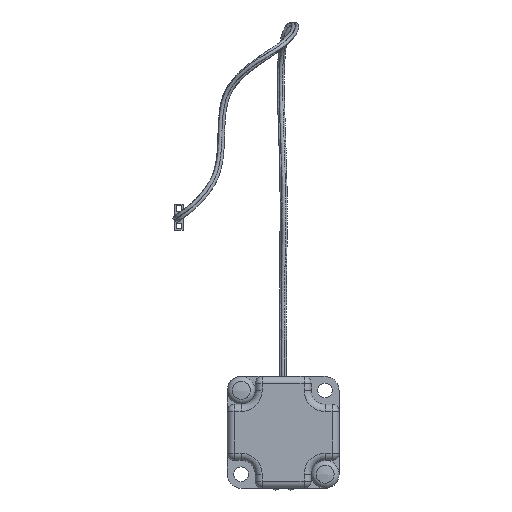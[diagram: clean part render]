
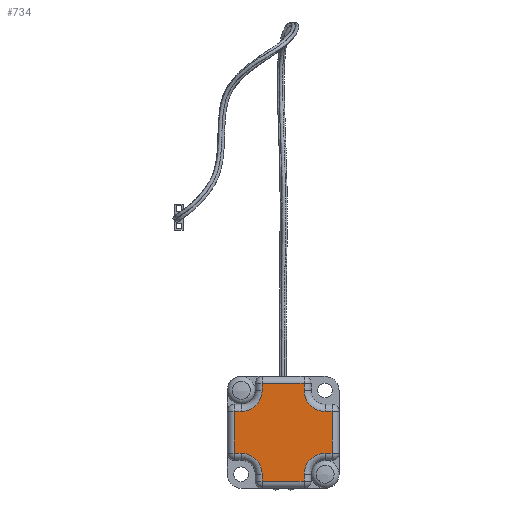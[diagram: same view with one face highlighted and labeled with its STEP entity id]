
A CAD part, top view. The second image highlights one B-rep face of the part: STEP entity #734.
In plain terms, the highlighted face is planar.
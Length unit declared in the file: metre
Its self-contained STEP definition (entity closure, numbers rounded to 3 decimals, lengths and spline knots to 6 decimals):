
#734 = ADVANCED_FACE( '', ( #1687 ), #1688, .F. );
#1687 = FACE_OUTER_BOUND( '', #2977, .T. );
#1688 = PLANE( '', #2978 );
#2977 = EDGE_LOOP( '', ( #6129, #6130, #6131, #6132, #6133, #6134, #6135, #6136, #6137, #6138, #6139, #6140, #6141, #6142, #6143, #6144 ) );
#2978 = AXIS2_PLACEMENT_3D( '', #6145, #6146, #6147 );
#6129 = ORIENTED_EDGE( '', *, *, #9543, .F. );
#6130 = ORIENTED_EDGE( '', *, *, #9544, .F. );
#6131 = ORIENTED_EDGE( '', *, *, #9545, .F. );
#6132 = ORIENTED_EDGE( '', *, *, #9546, .F. );
#6133 = ORIENTED_EDGE( '', *, *, #9547, .F. );
#6134 = ORIENTED_EDGE( '', *, *, #9548, .F. );
#6135 = ORIENTED_EDGE( '', *, *, #9549, .F. );
#6136 = ORIENTED_EDGE( '', *, *, #9550, .F. );
#6137 = ORIENTED_EDGE( '', *, *, #9517, .F. );
#6138 = ORIENTED_EDGE( '', *, *, #9551, .F. );
#6139 = ORIENTED_EDGE( '', *, *, #9552, .F. );
#6140 = ORIENTED_EDGE( '', *, *, #9553, .F. );
#6141 = ORIENTED_EDGE( '', *, *, #9554, .F. );
#6142 = ORIENTED_EDGE( '', *, *, #9555, .F. );
#6143 = ORIENTED_EDGE( '', *, *, #9556, .F. );
#6144 = ORIENTED_EDGE( '', *, *, #9557, .F. );
#6145 = CARTESIAN_POINT( '', ( 0.016, 0.015516, 0. ) );
#6146 = DIRECTION( '', ( 0., 0., 1. ) );
#6147 = DIRECTION( '', ( 1., 0., 0. ) );
#9517 = EDGE_CURVE( '', #11134, #11136, #11137, .T. );
#9543 = EDGE_CURVE( '', #11179, #11180, #11181, .T. );
#9544 = EDGE_CURVE( '', #11182, #11179, #11183, .T. );
#9545 = EDGE_CURVE( '', #11184, #11182, #11185, .T. );
#9546 = EDGE_CURVE( '', #11186, #11184, #11187, .T. );
#9547 = EDGE_CURVE( '', #10908, #11186, #11188, .T. );
#9548 = EDGE_CURVE( '', #11189, #10908, #11190, .T. );
#9549 = EDGE_CURVE( '', #11191, #11189, #11192, .T. );
#9550 = EDGE_CURVE( '', #11136, #11191, #11193, .T. );
#9551 = EDGE_CURVE( '', #10979, #11134, #11194, .T. );
#9552 = EDGE_CURVE( '', #11195, #10979, #11196, .T. );
#9553 = EDGE_CURVE( '', #11197, #11195, #11198, .T. );
#9554 = EDGE_CURVE( '', #11199, #11197, #11200, .T. );
#9555 = EDGE_CURVE( '', #11201, #11199, #11202, .T. );
#9556 = EDGE_CURVE( '', #11203, #11201, #11204, .T. );
#9557 = EDGE_CURVE( '', #11180, #11203, #11205, .T. );
#10908 = VERTEX_POINT( '', #13155 );
#10979 = VERTEX_POINT( '', #13255 );
#11134 = VERTEX_POINT( '', #13546 );
#11136 = VERTEX_POINT( '', #13548 );
#11137 = LINE( '', #13549, #13550 );
#11179 = VERTEX_POINT( '', #13673 );
#11180 = VERTEX_POINT( '', #13674 );
#11181 = LINE( '', #13675, #13676 );
#11182 = VERTEX_POINT( '', #13677 );
#11183 = LINE( '', #13678, #13679 );
#11184 = VERTEX_POINT( '', #13680 );
#11185 = LINE( '', #13681, #13682 );
#11186 = VERTEX_POINT( '', #13683 );
#11187 = CIRCLE( '', #13684, 0.006 );
#11188 = LINE( '', #13685, #13686 );
#11189 = VERTEX_POINT( '', #13687 );
#11190 = LINE( '', #13688, #13689 );
#11191 = VERTEX_POINT( '', #13690 );
#11192 = LINE( '', #13691, #13692 );
#11193 = CIRCLE( '', #13693, 0.006 );
#11194 = LINE( '', #13694, #13695 );
#11195 = VERTEX_POINT( '', #13696 );
#11196 = LINE( '', #13697, #13698 );
#11197 = VERTEX_POINT( '', #13699 );
#11198 = CIRCLE( '', #13700, 0.006 );
#11199 = VERTEX_POINT( '', #13701 );
#11200 = LINE( '', #13702, #13703 );
#11201 = VERTEX_POINT( '', #13704 );
#11202 = LINE( '', #13705, #13706 );
#11203 = VERTEX_POINT( '', #13707 );
#11204 = LINE( '', #13708, #13709 );
#11205 = CIRCLE( '', #13710, 0.006 );
#13155 = CARTESIAN_POINT( '', ( 0.022, 0.002, 0. ) );
#13255 = CARTESIAN_POINT( '', ( 0.002, 0.022, 0. ) );
#13546 = CARTESIAN_POINT( '', ( 0.002, 0.01, 0. ) );
#13548 = CARTESIAN_POINT( '', ( 0.004, 0.01, 0. ) );
#13549 = CARTESIAN_POINT( '', ( 0.009, 0.01, 0. ) );
#13550 = VECTOR( '', #16604, 1. );
#13673 = CARTESIAN_POINT( '', ( 0.03, 0.022, 0. ) );
#13674 = CARTESIAN_POINT( '', ( 0.028, 0.022, 0. ) );
#13675 = CARTESIAN_POINT( '', ( 0.023, 0.022, 0. ) );
#13676 = VECTOR( '', #16627, 1. );
#13677 = CARTESIAN_POINT( '', ( 0.03, 0.01, 0. ) );
#13678 = CARTESIAN_POINT( '', ( 0.03, 0.012758, 0. ) );
#13679 = VECTOR( '', #16628, 1. );
#13680 = CARTESIAN_POINT( '', ( 0.028, 0.01, 0. ) );
#13681 = CARTESIAN_POINT( '', ( 0.022, 0.01, 0. ) );
#13682 = VECTOR( '', #16629, 1. );
#13683 = CARTESIAN_POINT( '', ( 0.022, 0.004, 0. ) );
#13684 = AXIS2_PLACEMENT_3D( '', #16630, #16631, #16632 );
#13685 = CARTESIAN_POINT( '', ( 0.022, 0.008758, 0. ) );
#13686 = VECTOR( '', #16633, 1. );
#13687 = CARTESIAN_POINT( '', ( 0.01, 0.002, 0. ) );
#13688 = CARTESIAN_POINT( '', ( 0.013, 0.002, 0. ) );
#13689 = VECTOR( '', #16634, 1. );
#13690 = CARTESIAN_POINT( '', ( 0.01, 0.004, 0. ) );
#13691 = CARTESIAN_POINT( '', ( 0.01, 0.009758, 0. ) );
#13692 = VECTOR( '', #16635, 1. );
#13693 = AXIS2_PLACEMENT_3D( '', #16636, #16637, #16638 );
#13694 = CARTESIAN_POINT( '', ( 0.002, 0.018758, 0. ) );
#13695 = VECTOR( '', #16639, 1. );
#13696 = CARTESIAN_POINT( '', ( 0.004, 0.022, 0. ) );
#13697 = CARTESIAN_POINT( '', ( 0.01, 0.022, 0. ) );
#13698 = VECTOR( '', #16640, 1. );
#13699 = CARTESIAN_POINT( '', ( 0.01, 0.028, 0. ) );
#13700 = AXIS2_PLACEMENT_3D( '', #16641, #16642, #16643 );
#13701 = CARTESIAN_POINT( '', ( 0.01, 0.03, 0. ) );
#13702 = CARTESIAN_POINT( '', ( 0.01, 0.022758, 0. ) );
#13703 = VECTOR( '', #16644, 1. );
#13704 = CARTESIAN_POINT( '', ( 0.022, 0.03, 0. ) );
#13705 = CARTESIAN_POINT( '', ( 0.015075, 0.03, 0. ) );
#13706 = VECTOR( '', #16645, 1. );
#13707 = CARTESIAN_POINT( '', ( 0.022, 0.028, 0. ) );
#13708 = CARTESIAN_POINT( '', ( 0.022, 0.021758, 0. ) );
#13709 = VECTOR( '', #16646, 1. );
#13710 = AXIS2_PLACEMENT_3D( '', #16647, #16648, #16649 );
#16604 = DIRECTION( '', ( 1., 0., 0. ) );
#16627 = DIRECTION( '', ( -1., 0., 0. ) );
#16628 = DIRECTION( '', ( 0., 1., 0. ) );
#16629 = DIRECTION( '', ( 1., 0., 0. ) );
#16630 = CARTESIAN_POINT( '', ( 0.028, 0.004, 0. ) );
#16631 = DIRECTION( '', ( 0., 0., -1. ) );
#16632 = DIRECTION( '', ( -0.707, 0.707, 0. ) );
#16633 = DIRECTION( '', ( 0., 1., 0. ) );
#16634 = DIRECTION( '', ( 1., 0., 0. ) );
#16635 = DIRECTION( '', ( 0., -1., 0. ) );
#16636 = CARTESIAN_POINT( '', ( 0.004, 0.004, 0. ) );
#16637 = DIRECTION( '', ( 0., 0., -1. ) );
#16638 = DIRECTION( '', ( 0.707, 0.707, 0. ) );
#16639 = DIRECTION( '', ( 0., -1., 0. ) );
#16640 = DIRECTION( '', ( -1., 0., 0. ) );
#16641 = CARTESIAN_POINT( '', ( 0.004, 0.028, 0. ) );
#16642 = DIRECTION( '', ( 0., 0., -1. ) );
#16643 = DIRECTION( '', ( 0.707, -0.707, 0. ) );
#16644 = DIRECTION( '', ( 0., -1., 0. ) );
#16645 = DIRECTION( '', ( -1., 0., 0. ) );
#16646 = DIRECTION( '', ( 0., 1., 0. ) );
#16647 = CARTESIAN_POINT( '', ( 0.028, 0.028, 0. ) );
#16648 = DIRECTION( '', ( 0., 0., -1. ) );
#16649 = DIRECTION( '', ( -0.707, -0.707, 0. ) );
